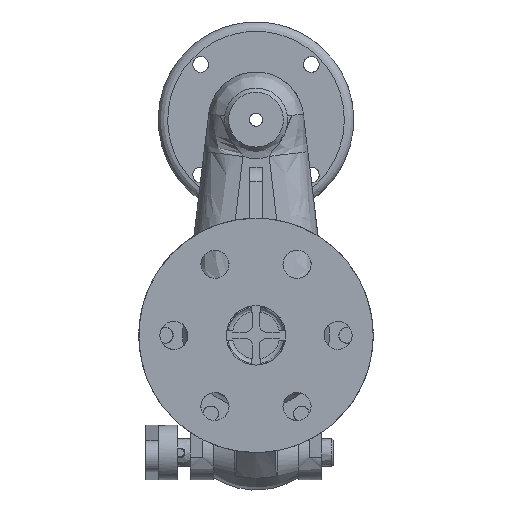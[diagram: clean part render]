
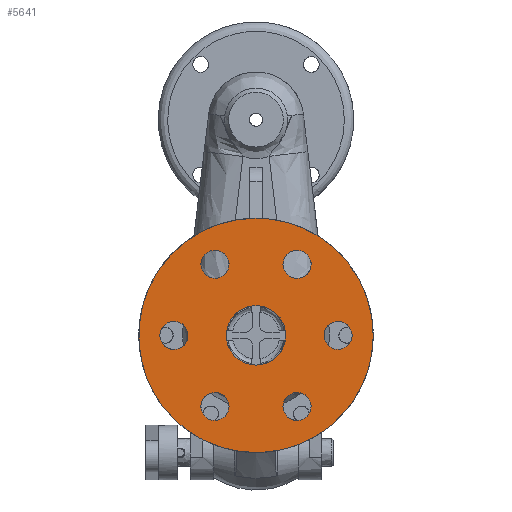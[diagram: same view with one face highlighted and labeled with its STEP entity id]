
A CAD part, front view. The second image highlights one B-rep face of the part: STEP entity #5641.
In plain terms, the highlighted free-form (B-spline) face has degree [1, 1] with [2, 2] control points.
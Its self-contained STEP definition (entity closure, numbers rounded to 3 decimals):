
#2531 = VERTEX_POINT('',#2532);
#2532 = CARTESIAN_POINT('',(-53.609,-92.172,
    -12.613));
#2550 = EDGE_CURVE('',#2531,#2531,#2551,.T.);
#2551 = ( BOUNDED_CURVE() B_SPLINE_CURVE(2,(#2552,#2553,#2554,#2555,
#2556,#2557,#2558),.UNSPECIFIED.,.T.,.F.) B_SPLINE_CURVE_WITH_KNOTS((3,2
    ,2,3),(3.142,5.236,7.33,9.425),
.PIECEWISE_BEZIER_KNOTS.) CURVE() GEOMETRIC_REPRESENTATION_ITEM() 
RATIONAL_B_SPLINE_CURVE((1.,0.5,1.,0.5,1.,0.5,1.)) REPRESENTATION_ITEM(
  '') );
#2552 = CARTESIAN_POINT('',(-53.609,-92.172,
    -12.613));
#2553 = CARTESIAN_POINT('',(-35.665,-92.172,
    -2.253));
#2554 = CARTESIAN_POINT('',(-35.665,-92.172,
    -22.973));
#2555 = CARTESIAN_POINT('',(-35.665,-92.172,
    -43.692));
#2556 = CARTESIAN_POINT('',(-53.609,-92.172,
    -33.332));
#2557 = CARTESIAN_POINT('',(-71.552,-92.172,
    -22.973));
#2558 = CARTESIAN_POINT('',(-53.609,-92.172,
    -12.613));
#2583 = VERTEX_POINT('',#2584);
#2584 = CARTESIAN_POINT('',(28.134,-92.172,
    -12.613));
#2602 = EDGE_CURVE('',#2583,#2583,#2603,.T.);
#2603 = ( BOUNDED_CURVE() B_SPLINE_CURVE(2,(#2604,#2605,#2606,#2607,
#2608,#2609,#2610),.UNSPECIFIED.,.T.,.F.) B_SPLINE_CURVE_WITH_KNOTS((3,2
    ,2,3),(3.142,5.236,7.33,9.425),
.PIECEWISE_BEZIER_KNOTS.) CURVE() GEOMETRIC_REPRESENTATION_ITEM() 
RATIONAL_B_SPLINE_CURVE((1.,0.5,1.,0.5,1.,0.5,1.)) REPRESENTATION_ITEM(
  '') );
#2604 = CARTESIAN_POINT('',(28.134,-92.172,
    -12.613));
#2605 = CARTESIAN_POINT('',(46.077,-92.172,
    -22.973));
#2606 = CARTESIAN_POINT('',(28.134,-92.172,
    -33.332));
#2607 = CARTESIAN_POINT('',(10.19,-92.172,
    -43.692));
#2608 = CARTESIAN_POINT('',(10.19,-92.172,
    -22.973));
#2609 = CARTESIAN_POINT('',(10.19,-92.172,
    -2.253));
#2610 = CARTESIAN_POINT('',(28.134,-92.172,
    -12.613));
#2635 = VERTEX_POINT('',#2636);
#2636 = CARTESIAN_POINT('',(69.005,-92.172,
    -83.404));
#2654 = EDGE_CURVE('',#2635,#2635,#2655,.T.);
#2655 = ( BOUNDED_CURVE() B_SPLINE_CURVE(2,(#2656,#2657,#2658,#2659,
#2660,#2661,#2662),.UNSPECIFIED.,.T.,.F.) B_SPLINE_CURVE_WITH_KNOTS((3,2
    ,2,3),(3.142,5.236,7.33,9.425),
.PIECEWISE_BEZIER_KNOTS.) CURVE() GEOMETRIC_REPRESENTATION_ITEM() 
RATIONAL_B_SPLINE_CURVE((1.,0.5,1.,0.5,1.,0.5,1.)) REPRESENTATION_ITEM(
  '') );
#2656 = CARTESIAN_POINT('',(69.005,-92.172,
    -83.404));
#2657 = CARTESIAN_POINT('',(69.005,-92.172,
    -104.123));
#2658 = CARTESIAN_POINT('',(51.061,-92.172,
    -93.764));
#2659 = CARTESIAN_POINT('',(33.118,-92.172,
    -83.404));
#2660 = CARTESIAN_POINT('',(51.061,-92.172,
    -73.044));
#2661 = CARTESIAN_POINT('',(69.005,-92.172,
    -62.685));
#2662 = CARTESIAN_POINT('',(69.005,-92.172,
    -83.404));
#2687 = VERTEX_POINT('',#2688);
#2688 = CARTESIAN_POINT('',(28.134,-92.172,
    -154.195));
#2706 = EDGE_CURVE('',#2687,#2687,#2707,.T.);
#2707 = ( BOUNDED_CURVE() B_SPLINE_CURVE(2,(#2708,#2709,#2710,#2711,
#2712,#2713,#2714),.UNSPECIFIED.,.T.,.F.) B_SPLINE_CURVE_WITH_KNOTS((3,2
    ,2,3),(3.142,5.236,7.33,9.425),
.PIECEWISE_BEZIER_KNOTS.) CURVE() GEOMETRIC_REPRESENTATION_ITEM() 
RATIONAL_B_SPLINE_CURVE((1.,0.5,1.,0.5,1.,0.5,1.)) REPRESENTATION_ITEM(
  '') );
#2708 = CARTESIAN_POINT('',(28.134,-92.172,
    -154.195));
#2709 = CARTESIAN_POINT('',(10.19,-92.172,
    -164.555));
#2710 = CARTESIAN_POINT('',(10.19,-92.172,
    -143.835));
#2711 = CARTESIAN_POINT('',(10.19,-92.172,
    -123.116));
#2712 = CARTESIAN_POINT('',(28.134,-92.172,
    -133.476));
#2713 = CARTESIAN_POINT('',(46.077,-92.172,
    -143.835));
#2714 = CARTESIAN_POINT('',(28.134,-92.172,
    -154.195));
#2739 = VERTEX_POINT('',#2740);
#2740 = CARTESIAN_POINT('',(-53.609,-92.172,
    -154.195));
#2758 = EDGE_CURVE('',#2739,#2739,#2759,.T.);
#2759 = ( BOUNDED_CURVE() B_SPLINE_CURVE(2,(#2760,#2761,#2762,#2763,
#2764,#2765,#2766),.UNSPECIFIED.,.T.,.F.) B_SPLINE_CURVE_WITH_KNOTS((3,2
    ,2,3),(3.142,5.236,7.33,9.425),
.PIECEWISE_BEZIER_KNOTS.) CURVE() GEOMETRIC_REPRESENTATION_ITEM() 
RATIONAL_B_SPLINE_CURVE((1.,0.5,1.,0.5,1.,0.5,1.)) REPRESENTATION_ITEM(
  '') );
#2760 = CARTESIAN_POINT('',(-53.609,-92.172,
    -154.195));
#2761 = CARTESIAN_POINT('',(-71.552,-92.172,
    -143.835));
#2762 = CARTESIAN_POINT('',(-53.609,-92.172,
    -133.476));
#2763 = CARTESIAN_POINT('',(-35.665,-92.172,
    -123.116));
#2764 = CARTESIAN_POINT('',(-35.665,-92.172,
    -143.835));
#2765 = CARTESIAN_POINT('',(-35.665,-92.172,
    -164.555));
#2766 = CARTESIAN_POINT('',(-53.609,-92.172,
    -154.195));
#2791 = VERTEX_POINT('',#2792);
#2792 = CARTESIAN_POINT('',(-94.48,-92.172,
    -83.404));
#2810 = EDGE_CURVE('',#2791,#2791,#2811,.T.);
#2811 = ( BOUNDED_CURVE() B_SPLINE_CURVE(2,(#2812,#2813,#2814,#2815,
#2816,#2817,#2818),.UNSPECIFIED.,.T.,.F.) B_SPLINE_CURVE_WITH_KNOTS((3,2
    ,2,3),(3.142,5.236,7.33,9.425),
.PIECEWISE_BEZIER_KNOTS.) CURVE() GEOMETRIC_REPRESENTATION_ITEM() 
RATIONAL_B_SPLINE_CURVE((1.,0.5,1.,0.5,1.,0.5,1.)) REPRESENTATION_ITEM(
  '') );
#2812 = CARTESIAN_POINT('',(-94.48,-92.172,
    -83.404));
#2813 = CARTESIAN_POINT('',(-94.48,-92.172,
    -62.685));
#2814 = CARTESIAN_POINT('',(-76.537,-92.172,
    -73.044));
#2815 = CARTESIAN_POINT('',(-58.593,-92.172,
    -83.404));
#2816 = CARTESIAN_POINT('',(-76.537,-92.172,
    -93.764));
#2817 = CARTESIAN_POINT('',(-94.48,-92.172,
    -104.123));
#2818 = CARTESIAN_POINT('',(-94.48,-92.172,
    -83.404));
#4272 = EDGE_CURVE('',#4273,#4273,#4275,.T.);
#4273 = VERTEX_POINT('',#4274);
#4274 = CARTESIAN_POINT('',(-12.738,-92.172,
    16.282));
#4275 = ( BOUNDED_CURVE() B_SPLINE_CURVE(2,(#4276,#4277,#4278,#4279,
#4280,#4281,#4282),.UNSPECIFIED.,.T.,.F.) B_SPLINE_CURVE_WITH_KNOTS((3,2
    ,2,3),(1.571,3.665,5.76,7.854),
.PIECEWISE_BEZIER_KNOTS.) CURVE() GEOMETRIC_REPRESENTATION_ITEM() 
RATIONAL_B_SPLINE_CURVE((1.,0.5,1.,0.5,1.,0.5,1.)) REPRESENTATION_ITEM(
  '') );
#4276 = CARTESIAN_POINT('',(-12.738,-92.172,
    16.282));
#4277 = CARTESIAN_POINT('',(-185.399,-92.172,
    16.282));
#4278 = CARTESIAN_POINT('',(-99.068,-92.172,
    -133.247));
#4279 = CARTESIAN_POINT('',(-12.738,-92.172,
    -282.776));
#4280 = CARTESIAN_POINT('',(73.593,-92.172,
    -133.247));
#4281 = CARTESIAN_POINT('',(159.923,-92.172,
    16.282));
#4282 = CARTESIAN_POINT('',(-12.738,-92.172,
    16.282));
#4804 = VERTEX_POINT('',#4805);
#4805 = CARTESIAN_POINT('',(-12.738,-92.172,
    -58.15));
#4812 = EDGE_CURVE('',#4804,#4804,#4813,.T.);
#4813 = ( BOUNDED_CURVE() B_SPLINE_CURVE(2,(#4814,#4815,#4816,#4817,
#4818,#4819,#4820),.UNSPECIFIED.,.T.,.F.) B_SPLINE_CURVE_WITH_KNOTS((3,2
    ,2,3),(1.571,3.665,5.76,7.854),
.PIECEWISE_BEZIER_KNOTS.) CURVE() GEOMETRIC_REPRESENTATION_ITEM() 
RATIONAL_B_SPLINE_CURVE((1.,0.5,1.,0.5,1.,0.5,1.)) REPRESENTATION_ITEM(
  '') );
#4814 = CARTESIAN_POINT('',(-12.738,-92.172,
    -58.15));
#4815 = CARTESIAN_POINT('',(-56.478,-92.172,
    -58.15));
#4816 = CARTESIAN_POINT('',(-34.608,-92.172,
    -96.031));
#4817 = CARTESIAN_POINT('',(-12.738,-92.172,
    -133.911));
#4818 = CARTESIAN_POINT('',(9.133,-92.172,
    -96.031));
#4819 = CARTESIAN_POINT('',(31.003,-92.172,
    -58.15));
#4820 = CARTESIAN_POINT('',(-12.738,-92.172,
    -58.15));
#5641 = ADVANCED_FACE('',(#5642,#5645,#5648,#5651,#5654,#5657,#5660,
    #5663),#5666,.T.);
#5642 = FACE_BOUND('',#5643,.T.);
#5643 = EDGE_LOOP('',(#5644));
#5644 = ORIENTED_EDGE('',*,*,#4272,.T.);
#5645 = FACE_BOUND('',#5646,.T.);
#5646 = EDGE_LOOP('',(#5647));
#5647 = ORIENTED_EDGE('',*,*,#2550,.T.);
#5648 = FACE_BOUND('',#5649,.T.);
#5649 = EDGE_LOOP('',(#5650));
#5650 = ORIENTED_EDGE('',*,*,#2602,.T.);
#5651 = FACE_BOUND('',#5652,.T.);
#5652 = EDGE_LOOP('',(#5653));
#5653 = ORIENTED_EDGE('',*,*,#2654,.T.);
#5654 = FACE_BOUND('',#5655,.T.);
#5655 = EDGE_LOOP('',(#5656));
#5656 = ORIENTED_EDGE('',*,*,#2706,.T.);
#5657 = FACE_BOUND('',#5658,.T.);
#5658 = EDGE_LOOP('',(#5659));
#5659 = ORIENTED_EDGE('',*,*,#2758,.T.);
#5660 = FACE_BOUND('',#5661,.T.);
#5661 = EDGE_LOOP('',(#5662));
#5662 = ORIENTED_EDGE('',*,*,#2810,.T.);
#5663 = FACE_BOUND('',#5664,.T.);
#5664 = EDGE_LOOP('',(#5665));
#5665 = ORIENTED_EDGE('',*,*,#4812,.F.);
#5666 = B_SPLINE_SURFACE_WITH_KNOTS('',1,1,(
    (#5667,#5668)
    ,(#5669,#5670
    )),.UNSPECIFIED.,.F.,.F.,.F.,(2,2),(2,2),(-94.,56.),(-75.,75.),
  .PIECEWISE_BEZIER_KNOTS.);
#5667 = CARTESIAN_POINT('',(-112.424,-92.172,
    16.282));
#5668 = CARTESIAN_POINT('',(86.948,-92.172,
    16.282));
#5669 = CARTESIAN_POINT('',(-112.424,-92.172,
    -183.09));
#5670 = CARTESIAN_POINT('',(86.948,-92.172,
    -183.09));
